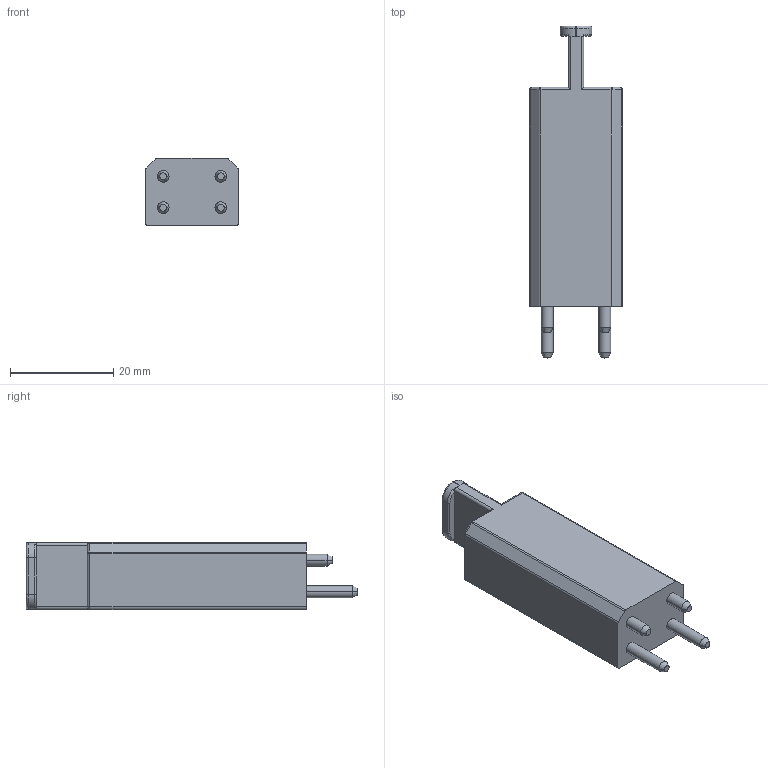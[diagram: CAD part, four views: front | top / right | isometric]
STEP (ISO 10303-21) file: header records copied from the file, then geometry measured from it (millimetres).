
FILE_DESCRIPTION((''),'2;1');
FILE_NAME('A0358284','2012-08-28T',('ryans'),('Bourns, Inc.'),'PRO/ENGINEER BY PARAMETRIC TECHNOLOGY CORPORATION, 2010100','PRO/ENGINEER BY PARAMETRIC TECHNOLOGY CORPORATION, 2010100','');
FILE_SCHEMA(('CONFIG_CONTROL_DESIGN'));
Length unit declared in the file: millimetre
Products named in the file (1): A0358284
Bounding box: 18 x 64.4 x 13 mm (x, y, z)
Volume: 10396.3 mm3; surface area: 3623.3 mm2
Topology: 1 solids, 1 shells, 92 faces, 206 edges, 122 vertices
Faces by surface type: cylinder 40, plane 30, cone 8, torus 8, sphere 6
Entity records: 2636 total; most frequent: CARTESIAN_POINT 492, DIRECTION 482, ORIENTED_EDGE 412, EDGE_CURVE 206, AXIS2_PLACEMENT_3D 192, VERTEX_POINT 122, CIRCLE 100, VECTOR 98
